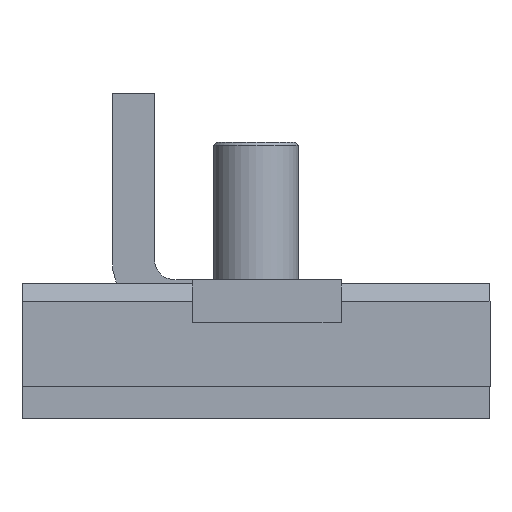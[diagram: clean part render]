
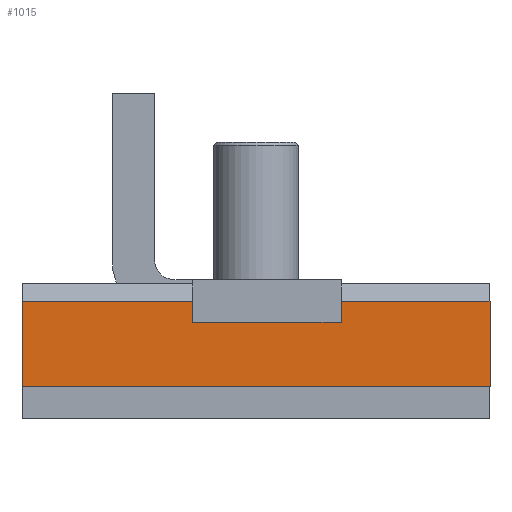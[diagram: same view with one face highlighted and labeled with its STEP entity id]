
A CAD part, left-side view. The second image highlights one B-rep face of the part: STEP entity #1015.
In plain terms, the highlighted planar face has unit normal (-1, 0, 0).
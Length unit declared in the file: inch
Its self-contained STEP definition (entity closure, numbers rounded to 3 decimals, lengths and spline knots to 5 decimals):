
#74 = DIRECTION ( 'NONE',  ( 0., -1., 0. ) ) ;
#96 = CARTESIAN_POINT ( 'NONE',  ( -5.66435, 0.6875, 0.095 ) ) ;
#99 = EDGE_CURVE ( 'NONE', #123, #575, #590, .T. ) ;
#123 = VERTEX_POINT ( 'NONE', #739 ) ;
#164 = ORIENTED_EDGE ( 'NONE', *, *, #282, .F. ) ;
#184 = FACE_OUTER_BOUND ( 'NONE', #1619, .T. ) ;
#217 = CARTESIAN_POINT ( 'NONE',  ( -5.66435, 0.6875, 0.095 ) ) ;
#219 = VECTOR ( 'NONE', #551, 39.37008 ) ;
#266 = VECTOR ( 'NONE', #419, 39.37008 ) ;
#282 = EDGE_CURVE ( 'NONE', #499, #123, #583, .T. ) ;
#334 = PLANE ( 'NONE',  #1690 ) ;
#382 = LINE ( 'NONE', #2022, #219 ) ;
#396 = ORIENTED_EDGE ( 'NONE', *, *, #569, .T. ) ;
#409 = CARTESIAN_POINT ( 'NONE',  ( -5.66435, 0.6875, 0.345 ) ) ;
#419 = DIRECTION ( 'NONE',  ( 0., -1., 0. ) ) ;
#499 = VERTEX_POINT ( 'NONE', #217 ) ;
#551 = DIRECTION ( 'NONE',  ( 0., 0., 1. ) ) ;
#569 = EDGE_CURVE ( 'NONE', #499, #1531, #1545, .T. ) ;
#575 = VERTEX_POINT ( 'NONE', #1714 ) ;
#583 = LINE ( 'NONE', #767, #2055 ) ;
#590 = LINE ( 'NONE', #409, #266 ) ;
#719 = VECTOR ( 'NONE', #74, 39.37008 ) ;
#739 = CARTESIAN_POINT ( 'NONE',  ( -5.66435, 0.6875, 0.345 ) ) ;
#767 = CARTESIAN_POINT ( 'NONE',  ( -5.66435, 0.6875, 0.095 ) ) ;
#987 = DIRECTION ( 'NONE',  ( 1., 0., 0. ) ) ;
#1005 = EDGE_CURVE ( 'NONE', #1531, #575, #382, .T. ) ;
#1015 = ADVANCED_FACE ( 'NONE', ( #184 ), #334, .F. ) ;
#1089 = DIRECTION ( 'NONE',  ( 0., 0., 1. ) ) ;
#1311 = DIRECTION ( 'NONE',  ( 0., 0., 1. ) ) ;
#1487 = CARTESIAN_POINT ( 'NONE',  ( -5.66435, 0.6875, 0.095 ) ) ;
#1519 = CARTESIAN_POINT ( 'NONE',  ( -5.66435, -0.6875, 0.095 ) ) ;
#1531 = VERTEX_POINT ( 'NONE', #1519 ) ;
#1545 = LINE ( 'NONE', #96, #719 ) ;
#1619 = EDGE_LOOP ( 'NONE', ( #1647, #164, #396, #1745 ) ) ;
#1647 = ORIENTED_EDGE ( 'NONE', *, *, #99, .F. ) ;
#1690 = AXIS2_PLACEMENT_3D ( 'NONE', #1487, #987, #1311 ) ;
#1714 = CARTESIAN_POINT ( 'NONE',  ( -5.66435, -0.6875, 0.345 ) ) ;
#1745 = ORIENTED_EDGE ( 'NONE', *, *, #1005, .T. ) ;
#2022 = CARTESIAN_POINT ( 'NONE',  ( -5.66435, -0.6875, 0.21874 ) ) ;
#2055 = VECTOR ( 'NONE', #1089, 39.37008 ) ;
